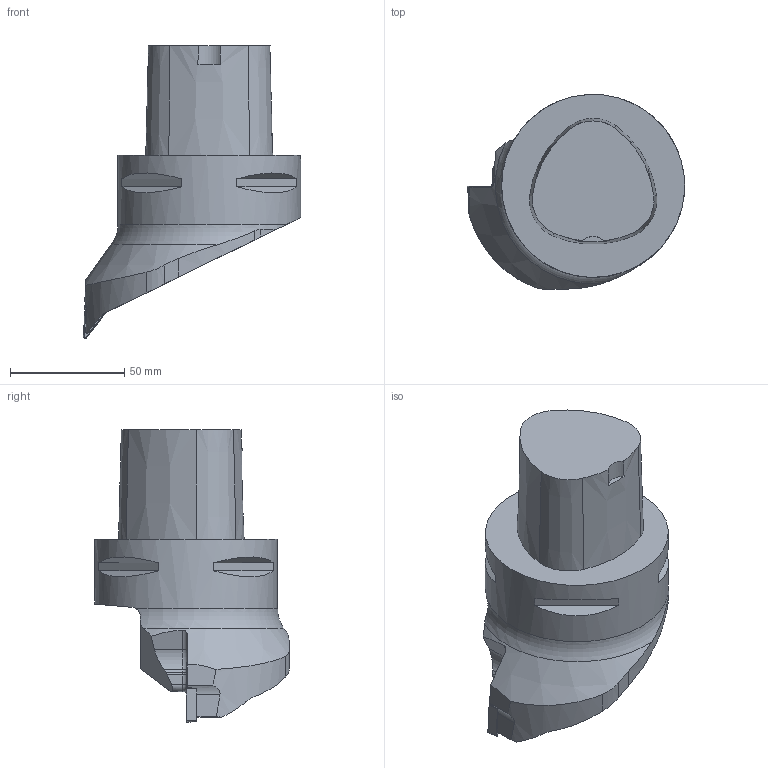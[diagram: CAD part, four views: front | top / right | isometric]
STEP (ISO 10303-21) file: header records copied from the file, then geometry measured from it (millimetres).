
FILE_DESCRIPTION(/* description */ (''),/* implementation_level */ '2;1');
FILE_NAME(/* name */ '1556170129366.stp',/* time_stamp */ '2019-04-25T10:59:02+05:00',/* author */ (''),/* organization */ ('SMS'),/* preprocessor_version */ 'ST-DEVELOPER v15',/* originating_system */ 'SIEMENS PLM Software NX 8.5',/* authorisation */ '');
FILE_SCHEMA (('AUTOMOTIVE_DESIGN { 1 0 10303 214 3 1 1 1 }'));
Length unit declared in the file: millimetre
Products named in the file (4): ASSEMBLY_CONSTRUCTION; 201659919mod000_00; IsoTurningInsert; 201669198mod000_01
Assembly tree (3 placements, depth 2):
  201669198mod000_01
    IsoTurningInsert
    201659919mod000_00
    ASSEMBLY_CONSTRUCTION
Bounding box: 94.98 x 85.18 x 128 mm (x, y, z)
Volume: 339444.5 mm3; surface area: 33802.1 mm2
Topology: 2 solids, 3 shells, 90 faces, 233 edges, 159 vertices
Faces by surface type: plane 44, cylinder 19, cone 17, torus 9, bspline 1
Full cylindrical faces by diameter (mm): 4.4 x2, 12.5 x1, 80 x1
Entity records: 2959 total; most frequent: CARTESIAN_POINT 681, DIRECTION 461, ORIENTED_EDGE 424, EDGE_CURVE 212, AXIS2_PLACEMENT_3D 184, VERTEX_POINT 145, EDGE_LOOP 108, LINE 93
